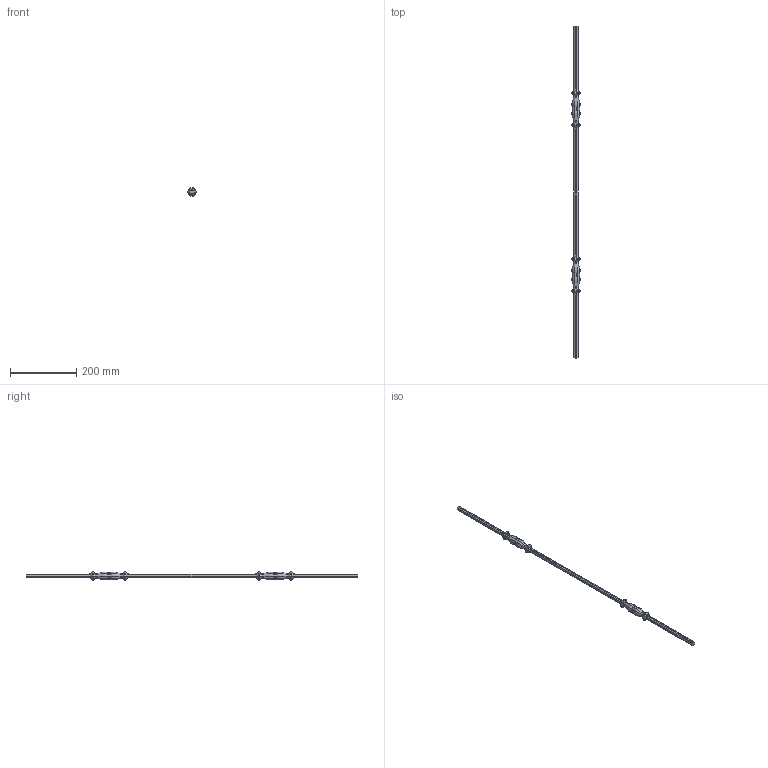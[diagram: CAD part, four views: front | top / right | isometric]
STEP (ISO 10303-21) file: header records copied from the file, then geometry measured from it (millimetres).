
FILE_DESCRIPTION (( 'STEP AP203' ), '1' );
FILE_NAME ('1873.STEP', '2022-03-03T14:04:02', ( '' ), ( '' ), 'SwSTEP 2.0', 'SolidWorks 2018', '' );
FILE_SCHEMA (( 'CONFIG_CONTROL_DESIGN' ));
Length unit declared in the file: millimetre
Products named in the file (1): 1873
Bounding box: 26.29 x 1000 x 25 mm (x, y, z)
Volume: 163884.7 mm3; surface area: 46277.7 mm2
Topology: 1 solids, 1 shells, 540 faces, 1240 edges, 720 vertices
Faces by surface type: bspline 299, plane 201, cylinder 40
Entity records: 23239 total; most frequent: CARTESIAN_POINT 13512, ORIENTED_EDGE 2480, EDGE_CURVE 1240, DIRECTION 1086, VERTEX_POINT 720, VECTOR 602, LINE 602, B_SPLINE_CURVE_WITH_KNOTS 598
